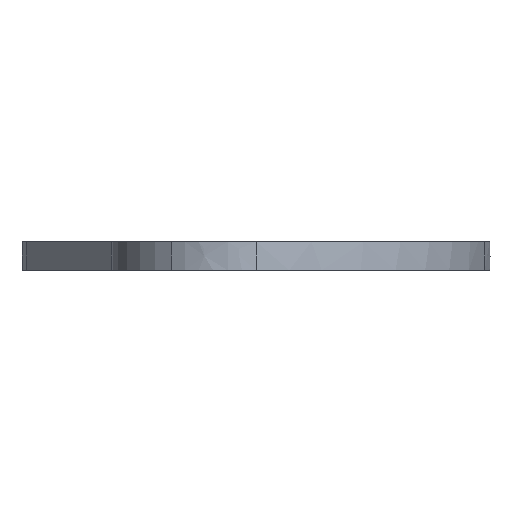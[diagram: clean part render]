
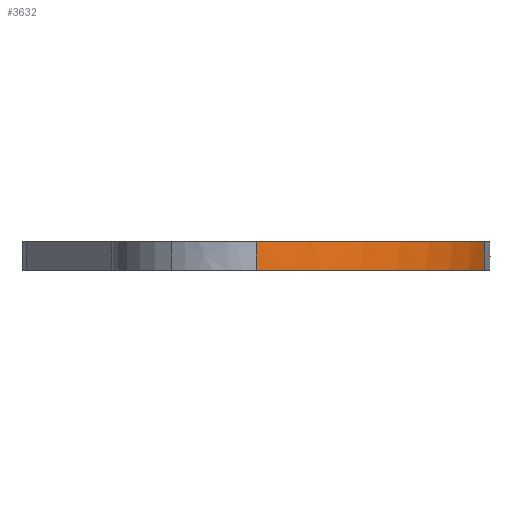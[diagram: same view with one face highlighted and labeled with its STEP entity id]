
A CAD part, front view. The second image highlights one B-rep face of the part: STEP entity #3632.
In plain terms, the highlighted free-form (B-spline) face has degree [4, 1] with [5, 2] control points.
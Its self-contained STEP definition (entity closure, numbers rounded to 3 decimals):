
#1220 = LINE ( 'NONE', #1544, #1221 ) ;
#1221 = VECTOR ( 'NONE', #1545, 1000. ) ;
#1483 = CARTESIAN_POINT ( 'NONE',  ( 14.772, -12.692, 4. ) ) ;
#1488 = CARTESIAN_POINT ( 'NONE',  ( 35.19, 18.097, 0. ) ) ;
#1489 = CARTESIAN_POINT ( 'NONE',  ( 32.605, 5.059, 0. ) ) ;
#1494 = CARTESIAN_POINT ( 'NONE',  ( 27.41, -6.137, 0. ) ) ;
#1495 = CARTESIAN_POINT ( 'NONE',  ( 14.772, -12.692, 0. ) ) ;
#1496 = CARTESIAN_POINT ( 'NONE',  ( 3.27, -16.109, 0. ) ) ;
#1497 = CARTESIAN_POINT ( 'NONE',  ( 3.27, -16.109, 4. ) ) ;
#1499 = CARTESIAN_POINT ( 'NONE',  ( 27.41, -6.137, 4. ) ) ;
#1500 = CARTESIAN_POINT ( 'NONE',  ( 32.605, 5.059, 4. ) ) ;
#1501 = CARTESIAN_POINT ( 'NONE',  ( 35.19, 18.097, 4. ) ) ;
#1529 = CARTESIAN_POINT ( 'NONE',  ( 3.27, -16.109, 2. ) ) ;
#1530 = DIRECTION ( 'NONE',  ( 0., 0., 1. ) ) ;
#1544 = CARTESIAN_POINT ( 'NONE',  ( 35.19, 18.097, 2. ) ) ;
#1545 = DIRECTION ( 'NONE',  ( 0., 0., -1. ) ) ;
#1594 = CARTESIAN_POINT ( 'NONE',  ( 35.19, 18.097, 4. ) ) ;
#1725 = CARTESIAN_POINT ( 'NONE',  ( 3.27, -16.109, 0. ) ) ;
#1748 = CARTESIAN_POINT ( 'NONE',  ( 35.19, 18.097, 0. ) ) ;
#1957 = CARTESIAN_POINT ( 'NONE',  ( 3.27, -16.109, 4. ) ) ;
#2450 = B_SPLINE_SURFACE_WITH_KNOTS ( 'NONE', 4, 1, ( 
 ( #3223, #3222 ),
 ( #3225, #3226 ),
 ( #3227, #3228 ),
 ( #3229, #3230 ),
 ( #3231, #3232 ) ),
 .UNSPECIFIED., .F., .F., .F.,
 ( 5, 5 ),
 ( 2, 2 ),
 ( -1., 0. ),
 ( 0., 1. ),
 .UNSPECIFIED. ) ;
#2499 = LINE ( 'NONE', #1529, #2507 ) ;
#2507 = VECTOR ( 'NONE', #1530, 1000. ) ;
#2702 = VERTEX_POINT ( 'NONE', #1957 ) ;
#3222 = CARTESIAN_POINT ( 'NONE',  ( 36.473, 26.22, 10. ) ) ;
#3223 = CARTESIAN_POINT ( 'NONE',  ( 36.473, 26.22, 0. ) ) ;
#3225 = CARTESIAN_POINT ( 'NONE',  ( 34.297, 9.494, 0. ) ) ;
#3226 = CARTESIAN_POINT ( 'NONE',  ( 34.297, 9.494, 10. ) ) ;
#3227 = CARTESIAN_POINT ( 'NONE',  ( 30.871, -5.895, 0. ) ) ;
#3228 = CARTESIAN_POINT ( 'NONE',  ( 30.871, -5.895, 10. ) ) ;
#3229 = CARTESIAN_POINT ( 'NONE',  ( 13.605, -13.618, 0. ) ) ;
#3230 = CARTESIAN_POINT ( 'NONE',  ( 13.605, -13.618, 10. ) ) ;
#3231 = CARTESIAN_POINT ( 'NONE',  ( 0., -17., 0. ) ) ;
#3232 = CARTESIAN_POINT ( 'NONE',  ( 0., -17., 10. ) ) ;
#3632 = ADVANCED_FACE ( 'NONE', ( #4331 ), #2450, .F. ) ;
#3733 = EDGE_CURVE ( 'NONE', #3953, #3930, #4098, .T. ) ;
#3734 = EDGE_CURVE ( 'NONE', #2702, #3799, #4150, .T. ) ;
#3746 = EDGE_CURVE ( 'NONE', #3930, #2702, #2499, .T. ) ;
#3749 = EDGE_CURVE ( 'NONE', #3799, #3953, #1220, .T. ) ;
#3799 = VERTEX_POINT ( 'NONE', #1594 ) ;
#3930 = VERTEX_POINT ( 'NONE', #1725 ) ;
#3953 = VERTEX_POINT ( 'NONE', #1748 ) ;
#4098 = B_SPLINE_CURVE_WITH_KNOTS ( 'NONE', 4,
 ( #1488, #1489, #1494, #1495, #1496 ),
 .UNSPECIFIED., .F., .F.,
 ( 5, 5 ),
 ( 0.059, 0.876 ),
 .UNSPECIFIED. ) ;
#4150 = B_SPLINE_CURVE_WITH_KNOTS ( 'NONE', 4,
 ( #1497, #1483, #1499, #1500, #1501 ),
 .UNSPECIFIED., .F., .F.,
 ( 5, 5 ),
 ( 0., 0.049 ),
 .UNSPECIFIED. ) ;
#4331 = FACE_OUTER_BOUND ( 'NONE', #4402, .T. ) ;
#4402 = EDGE_LOOP ( 'NONE', ( #4799, #4740, #4795, #4664 ) ) ;
#4664 = ORIENTED_EDGE ( 'NONE', *, *, #3733, .F. ) ;
#4740 = ORIENTED_EDGE ( 'NONE', *, *, #3734, .F. ) ;
#4795 = ORIENTED_EDGE ( 'NONE', *, *, #3746, .F. ) ;
#4799 = ORIENTED_EDGE ( 'NONE', *, *, #3749, .F. ) ;
